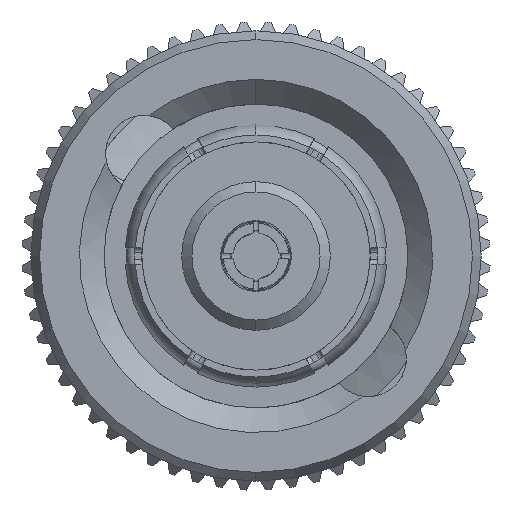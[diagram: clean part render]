
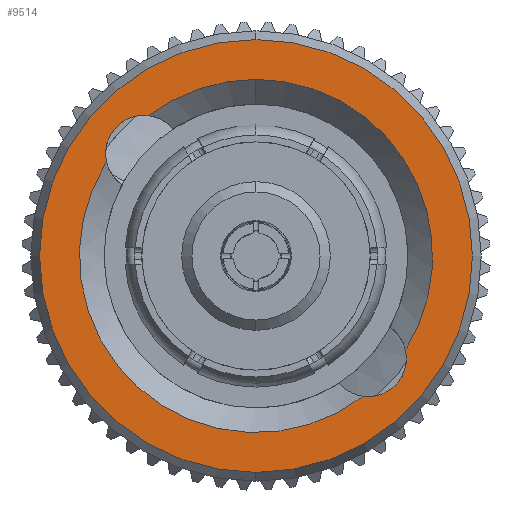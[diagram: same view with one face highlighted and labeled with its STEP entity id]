
A CAD part, left-side view. The second image highlights one B-rep face of the part: STEP entity #9514.
In plain terms, the highlighted planar face has unit normal (-1, 0, 0).
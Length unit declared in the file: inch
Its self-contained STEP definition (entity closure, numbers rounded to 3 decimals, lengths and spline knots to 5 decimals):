
#43 = DIRECTION ( 'NONE',  ( 1., 0., 0. ) ) ;
#44 = AXIS2_PLACEMENT_3D ( 'NONE', #1929, #43, #107 ) ;
#107 = DIRECTION ( 'NONE',  ( 0., 0., -1. ) ) ;
#111 = EDGE_CURVE ( 'NONE', #12663, #7151, #9525, .T. ) ;
#399 = DIRECTION ( 'NONE',  ( -1., 0., 0. ) ) ;
#911 = EDGE_CURVE ( 'NONE', #3451, #8622, #7376, .T. ) ;
#974 = AXIS2_PLACEMENT_3D ( 'NONE', #6720, #4670, #12989 ) ;
#988 = CARTESIAN_POINT ( 'NONE',  ( 0.33873, 0.13656, 0.12472 ) ) ;
#1024 = EDGE_CURVE ( 'NONE', #6278, #11876, #8902, .T. ) ;
#1075 = CARTESIAN_POINT ( 'NONE',  ( 0.33873, 0., 0.26339 ) ) ;
#1151 = EDGE_LOOP ( 'NONE', ( #8323, #7612 ) ) ;
#1238 = AXIS2_PLACEMENT_3D ( 'NONE', #9720, #11761, #2438 ) ;
#1274 = CARTESIAN_POINT ( 'NONE',  ( 0.33873, 0.13656, 0.17117 ) ) ;
#1302 = AXIS2_PLACEMENT_3D ( 'NONE', #5740, #9899, #3634 ) ;
#1436 = DIRECTION ( 'NONE',  ( 0., 0., -1. ) ) ;
#1782 = AXIS2_PLACEMENT_3D ( 'NONE', #988, #7181, #6081 ) ;
#1929 = CARTESIAN_POINT ( 'NONE',  ( 0.33873, 0., 0. ) ) ;
#1931 = CARTESIAN_POINT ( 'NONE',  ( 0.33873, 0.13656, 0.12472 ) ) ;
#2171 = VERTEX_POINT ( 'NONE', #12641 ) ;
#2312 = CARTESIAN_POINT ( 'NONE',  ( 0.33873, 0.18188, 0.11454 ) ) ;
#2438 = DIRECTION ( 'NONE',  ( 0., 0., -1. ) ) ;
#2571 = PLANE ( 'NONE',  #974 ) ;
#2734 = ORIENTED_EDGE ( 'NONE', *, *, #111, .T. ) ;
#3055 = EDGE_LOOP ( 'NONE', ( #7038, #2734, #7635, #4412, #9369, #5511 ) ) ;
#3451 = VERTEX_POINT ( 'NONE', #1075 ) ;
#3490 = CIRCLE ( 'NONE', #44, 0.21494 ) ;
#3634 = DIRECTION ( 'NONE',  ( 0., 0., 1. ) ) ;
#4412 = ORIENTED_EDGE ( 'NONE', *, *, #4443, .F. ) ;
#4443 = EDGE_CURVE ( 'NONE', #6383, #2171, #5658, .T. ) ;
#4598 = AXIS2_PLACEMENT_3D ( 'NONE', #12015, #399, #5810 ) ;
#4670 = DIRECTION ( 'NONE',  ( 1., 0., 0. ) ) ;
#4970 = AXIS2_PLACEMENT_3D ( 'NONE', #1931, #4978, #7106 ) ;
#4978 = DIRECTION ( 'NONE',  ( -1., 0., 0. ) ) ;
#5167 = AXIS2_PLACEMENT_3D ( 'NONE', #7698, #10748, #1436 ) ;
#5327 = EDGE_CURVE ( 'NONE', #7151, #2171, #3490, .T. ) ;
#5478 = CIRCLE ( 'NONE', #1782, 0.04645 ) ;
#5511 = ORIENTED_EDGE ( 'NONE', *, *, #1024, .F. ) ;
#5658 = CIRCLE ( 'NONE', #7846, 0.04645 ) ;
#5740 = CARTESIAN_POINT ( 'NONE',  ( 0.33873, 0., 0. ) ) ;
#5810 = DIRECTION ( 'NONE',  ( 0., 0., 1. ) ) ;
#6081 = DIRECTION ( 'NONE',  ( 0., 0., 1. ) ) ;
#6178 = DIRECTION ( 'NONE',  ( -1., 0., 0. ) ) ;
#6278 = VERTEX_POINT ( 'NONE', #1274 ) ;
#6348 = EDGE_CURVE ( 'NONE', #8622, #3451, #13305, .T. ) ;
#6383 = VERTEX_POINT ( 'NONE', #10162 ) ;
#6474 = EDGE_CURVE ( 'NONE', #12663, #6278, #5478, .T. ) ;
#6720 = CARTESIAN_POINT ( 'NONE',  ( 0.33873, 0., -0.26339 ) ) ;
#7038 = ORIENTED_EDGE ( 'NONE', *, *, #6474, .F. ) ;
#7106 = DIRECTION ( 'NONE',  ( 0., 0., 1. ) ) ;
#7151 = VERTEX_POINT ( 'NONE', #11277 ) ;
#7181 = DIRECTION ( 'NONE',  ( -1., 0., 0. ) ) ;
#7376 = CIRCLE ( 'NONE', #1302, 0.26339 ) ;
#7612 = ORIENTED_EDGE ( 'NONE', *, *, #911, .T. ) ;
#7635 = ORIENTED_EDGE ( 'NONE', *, *, #5327, .T. ) ;
#7698 = CARTESIAN_POINT ( 'NONE',  ( 0.33873, 0., 0. ) ) ;
#7846 = AXIS2_PLACEMENT_3D ( 'NONE', #12174, #6178, #11420 ) ;
#8012 = CARTESIAN_POINT ( 'NONE',  ( 0.33873, 0.13053, 0.17077 ) ) ;
#8323 = ORIENTED_EDGE ( 'NONE', *, *, #6348, .T. ) ;
#8622 = VERTEX_POINT ( 'NONE', #11959 ) ;
#8902 = CIRCLE ( 'NONE', #4970, 0.04645 ) ;
#9369 = ORIENTED_EDGE ( 'NONE', *, *, #12568, .T. ) ;
#9514 = ADVANCED_FACE ( 'NONE', ( #10873, #10051 ), #2571, .F. ) ;
#9525 = CIRCLE ( 'NONE', #5167, 0.21494 ) ;
#9720 = CARTESIAN_POINT ( 'NONE',  ( 0.33873, 0., 0. ) ) ;
#9899 = DIRECTION ( 'NONE',  ( -1., 0., 0. ) ) ;
#10051 = FACE_OUTER_BOUND ( 'NONE', #1151, .T. ) ;
#10162 = CARTESIAN_POINT ( 'NONE',  ( 0.33873, -0.13053, -0.17077 ) ) ;
#10748 = DIRECTION ( 'NONE',  ( 1., 0., 0. ) ) ;
#10873 = FACE_BOUND ( 'NONE', #3055, .T. ) ;
#11277 = CARTESIAN_POINT ( 'NONE',  ( 0.33873, 0., 0.21494 ) ) ;
#11420 = DIRECTION ( 'NONE',  ( 0., 0., -1. ) ) ;
#11761 = DIRECTION ( 'NONE',  ( 1., 0., 0. ) ) ;
#11876 = VERTEX_POINT ( 'NONE', #2312 ) ;
#11959 = CARTESIAN_POINT ( 'NONE',  ( 0.33873, 0., -0.26339 ) ) ;
#12015 = CARTESIAN_POINT ( 'NONE',  ( 0.33873, 0., 0. ) ) ;
#12174 = CARTESIAN_POINT ( 'NONE',  ( 0.33873, -0.13656, -0.12472 ) ) ;
#12318 = CIRCLE ( 'NONE', #1238, 0.21494 ) ;
#12568 = EDGE_CURVE ( 'NONE', #6383, #11876, #12318, .T. ) ;
#12641 = CARTESIAN_POINT ( 'NONE',  ( 0.33873, -0.18188, -0.11454 ) ) ;
#12663 = VERTEX_POINT ( 'NONE', #8012 ) ;
#12989 = DIRECTION ( 'NONE',  ( 0., 1., 0. ) ) ;
#13305 = CIRCLE ( 'NONE', #4598, 0.26339 ) ;
